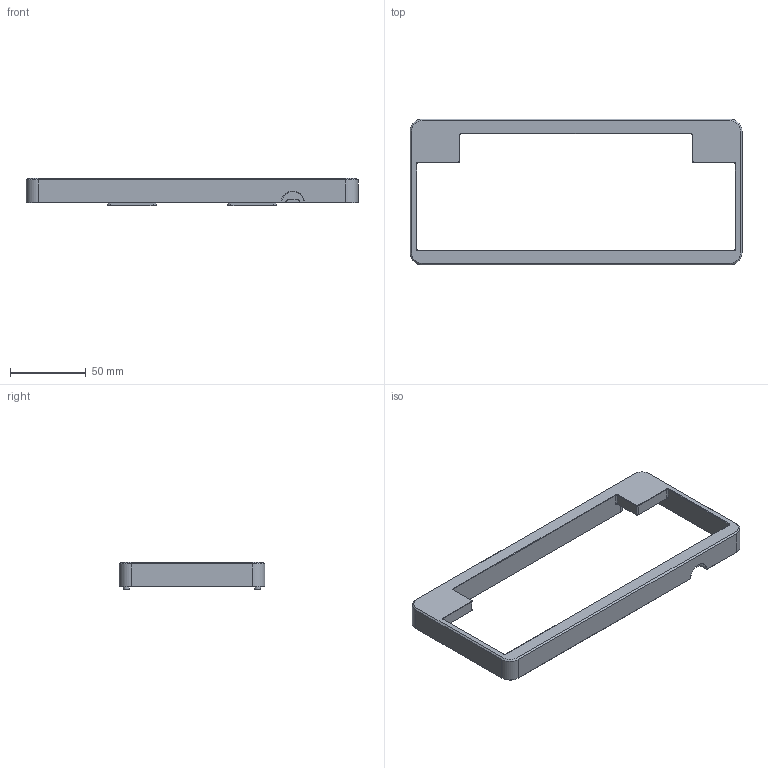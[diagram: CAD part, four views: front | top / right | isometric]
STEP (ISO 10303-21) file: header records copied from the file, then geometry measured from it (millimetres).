
FILE_DESCRIPTION(/* description */ ('','CAx-IF Rec.Pracs.---Representation and Presentation of Product Manufacturing Information (PMI)---4.0---2014-10-13'),/* implementation_level */ '2;1');
FILE_NAME(/* name */ 'Top (HHKB).step',/* time_stamp */ '2025-02-05T14:00:03-08:00',/* author */ (''),/* organization */ (''),/* preprocessor_version */ 'ST-DEVELOPER v20',/* originating_system */ 'Autodesk Translation Framework v13.20.0.188',/* authorisation */ '');
FILE_SCHEMA (('AP242_MANAGED_MODEL_BASED_3D_ENGINEERING_MIM_LF { 1 0 10303 442 1 1 4 }'));
Length unit declared in the file: millimetre
Products named in the file (1): Top (HHKB)
Bounding box: 219.55 x 96.2 x 18 mm (x, y, z)
Volume: 82690.8 mm3; surface area: 31544.9 mm2
Topology: 1 solids, 1 shells, 143 faces, 370 edges, 232 vertices
Faces by surface type: plane 65, cylinder 51, cone 27
Full cylindrical faces by diameter (mm): 2.075 x10
Entity records: 4320 total; most frequent: DIRECTION 769, CARTESIAN_POINT 740, ORIENTED_EDGE 720, EDGE_CURVE 360, AXIS2_PLACEMENT_3D 267, LINE 235, VECTOR 235, VERTEX_POINT 232
